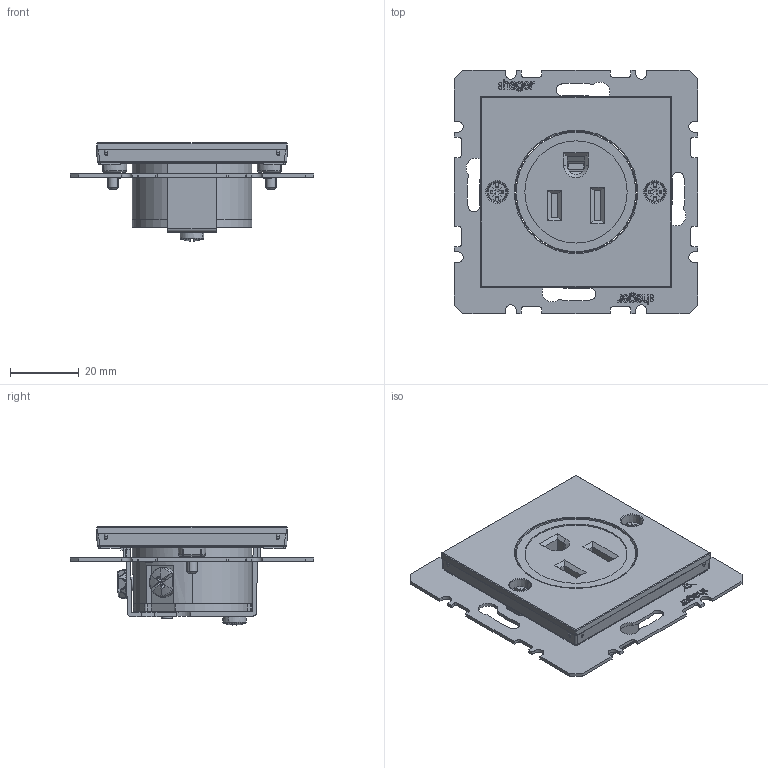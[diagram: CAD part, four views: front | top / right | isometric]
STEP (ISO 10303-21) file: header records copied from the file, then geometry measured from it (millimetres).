
FILE_DESCRIPTION((''),'2;1');
FILE_NAME('WAS6000_GEN_ASM','2025-11-10T12:01:26',('taglied'),(''),'CREO PARAMETRIC BY PTC INC, 2025010','CREO PARAMETRIC BY PTC INC, 2025010','');
FILE_SCHEMA(('CONFIG_CONTROL_DESIGN','SHAPE_APPEARANCE_LAYERS_GROUPS'));
Products named in the file (14): W4G0170_18; W1A2305_GEN; 9002492000; TRAGPLATTE_1000001547_PAE_000_AB; ZENTRALSTUECK_N_1000006649_PAE_000_AA; SECHSKANTSCHRAU_1000002857_PAE_000_AA; PLATTE_1000002858_PAE_000_AA; LINSENKOPFSCHRA_1000002860_PAE_000_AA; LINSENKOPFSCHRA_1000002859_PAE_000_AA; ERDUNGSBUEGEL_1000002861_PAE_001_AA; ERDKLEMME_1000002896_PAE_000_AA; STECKDOSEN-EINS_1000006650_PRE_002_AA_ASM; 9101530100_STEC_1000008435_PRE_000_AA_ASM; WAS6000_GEN_ASM
Assembly tree (15 placements, depth 4):
  WAS6000_GEN_ASM
    W4G0170_18
    W1A2305_GEN
    9002492000  x2
    9101530100_STEC_1000008435_PRE_000_AA_ASM
      TRAGPLATTE_1000001547_PAE_000_AB
      STECKDOSEN-EINS_1000006650_PRE_002_AA_ASM
        ZENTRALSTUECK_N_1000006649_PAE_000_AA
        SECHSKANTSCHRAU_1000002857_PAE_000_AA
        PLATTE_1000002858_PAE_000_AA
        LINSENKOPFSCHRA_1000002860_PAE_000_AA  x2
        LINSENKOPFSCHRA_1000002859_PAE_000_AA
        ERDUNGSBUEGEL_1000002861_PAE_001_AA
        ERDKLEMME_1000002896_PAE_000_AA
Bounding box: 70.9 x 70.9 x 28.57 mm (x, y, z)
Volume: 31628.9 mm3; surface area: 26642.9 mm2
Topology: 12 solids, 12 shells, 1908 faces, 5286 edges, 3428 vertices
Faces by surface type: plane 1373, cylinder 213, cone 93, extrusion 87, sphere 52, bspline 48, torus 42
Entity records: 64407 total; most frequent: CARTESIAN_POINT 13952, ORIENTED_EDGE 10004, DIRECTION 8814, EDGE_CURVE 5002, VECTOR 3876, LINE 3789, VERTEX_POINT 3264, AXIS2_PLACEMENT_3D 2469
